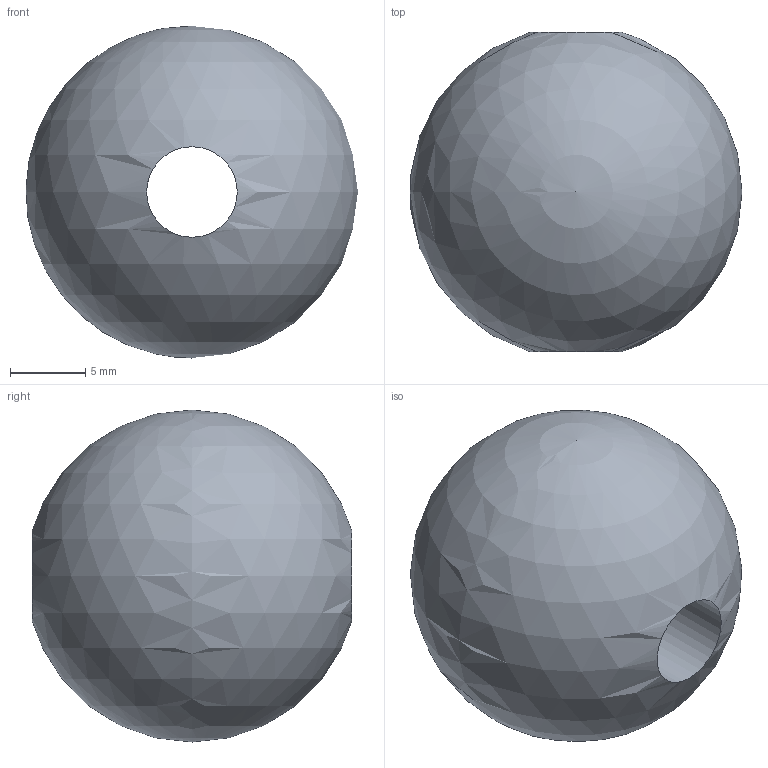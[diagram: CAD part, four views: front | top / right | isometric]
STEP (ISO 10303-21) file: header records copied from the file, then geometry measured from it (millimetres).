
FILE_DESCRIPTION (( 'STEP AP203' ), '1' );
FILE_NAME ('3554.step', '2020-05-28T09:38:47', ( '' ), ( '' ), 'SwSTEP 2.0', 'SolidWorks 2015', '' );
FILE_SCHEMA (( 'CONFIG_CONTROL_DESIGN' ));
Length unit declared in the file: millimetre
Products named in the file (1): 3554
Bounding box: 22 x 21.17 x 22 mm (x, y, z)
Volume: 4964.9 mm3; surface area: 1864.7 mm2
Topology: 1 solids, 1 shells, 178 faces, 486 edges, 324 vertices
Faces by surface type: plane 82, bspline 78, cylinder 17, sphere 1
Full cylindrical faces by diameter (mm): 6 x1
Entity records: 8661 total; most frequent: CARTESIAN_POINT 4591, ORIENTED_EDGE 964, DIRECTION 592, EDGE_CURVE 482, VERTEX_POINT 322, VECTOR 234, LINE 234, EDGE_LOOP 196
